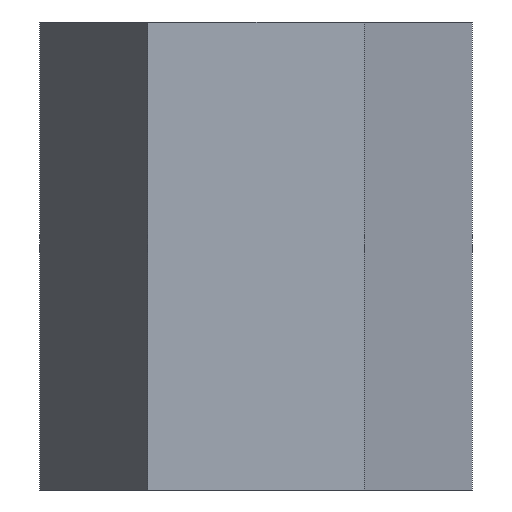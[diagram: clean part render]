
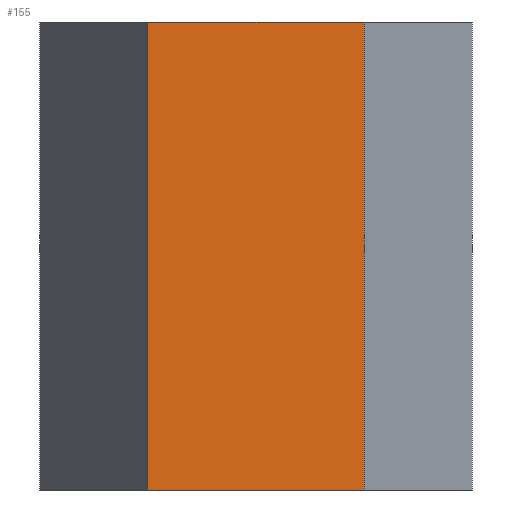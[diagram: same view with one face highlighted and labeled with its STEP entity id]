
A CAD part, left-side view. The second image highlights one B-rep face of the part: STEP entity #155.
In plain terms, the highlighted planar face has unit normal (-1, 0, 0).
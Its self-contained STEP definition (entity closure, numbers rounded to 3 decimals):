
#155=ADVANCED_FACE('',(#6337),#6339,.T.);
#6337=FACE_BOUND('',#6338,.T.);
#6338=EDGE_LOOP('',(#7473,#7474,#7475,#7476));
#6339=PLANE('',#6340);
#6340=AXIS2_PLACEMENT_3D('',#6341,#6342,#6343);
#6341=CARTESIAN_POINT('',(-4.,2.309,0.));
#6342=DIRECTION('',(-1.,0.,0.));
#6343=DIRECTION('',(0.,-1.,0.));
#7473=ORIENTED_EDGE('',*,*,#7550,.T.);
#7474=ORIENTED_EDGE('',*,*,#7560,.T.);
#7475=ORIENTED_EDGE('',*,*,#7547,.F.);
#7476=ORIENTED_EDGE('',*,*,#7559,.F.);
#7547=EDGE_CURVE('',#7631,#7633,#7634,.T.);
#7550=EDGE_CURVE('',#7639,#7636,#7640,.T.);
#7559=EDGE_CURVE('',#7639,#7631,#7652,.T.);
#7560=EDGE_CURVE('',#7636,#7633,#7653,.T.);
#7631=VERTEX_POINT('',#10063);
#7633=VERTEX_POINT('',#10067);
#7634=LINE('',#10068,#10069);
#7636=VERTEX_POINT('',#10074);
#7639=VERTEX_POINT('',#10079);
#7640=LINE('',#10080,#10081);
#7652=LINE('',#10110,#10111);
#7653=LINE('',#10113,#10114);
#10063=CARTESIAN_POINT('',(-4.,2.309,10.));
#10067=CARTESIAN_POINT('',(-4.,-2.309,10.));
#10068=CARTESIAN_POINT('',(-4.,2.309,10.));
#10069=VECTOR('',#10070,1.);
#10070=DIRECTION('',(0.,-1.,0.));
#10074=CARTESIAN_POINT('',(-4.,-2.309,0.));
#10079=CARTESIAN_POINT('',(-4.,2.309,0.));
#10080=CARTESIAN_POINT('',(-4.,2.309,0.));
#10081=VECTOR('',#10082,1.);
#10082=DIRECTION('',(0.,-1.,0.));
#10110=CARTESIAN_POINT('',(-4.,2.309,0.));
#10111=VECTOR('',#10112,1.);
#10112=DIRECTION('',(0.,0.,1.));
#10113=CARTESIAN_POINT('',(-4.,-2.309,0.));
#10114=VECTOR('',#10115,1.);
#10115=DIRECTION('',(0.,0.,1.));
